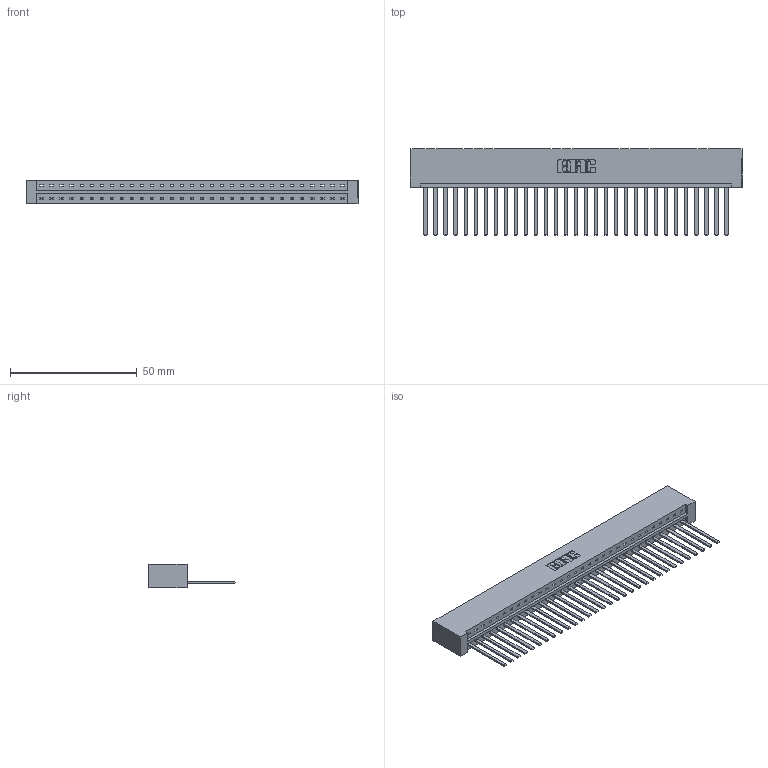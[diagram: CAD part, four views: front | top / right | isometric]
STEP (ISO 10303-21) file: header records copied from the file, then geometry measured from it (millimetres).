
FILE_DESCRIPTION (( 'STEP AP203' ), '1' );
FILE_NAME ('333-031-544-101.STEP', '2018-08-02T19:27:41', ( '' ), ( '' ), 'SwSTEP 2.0', 'SolidWorks 2016', '' );
FILE_SCHEMA (( 'CONFIG_CONTROL_DESIGN' ));
Length unit declared in the file: inch
Products named in the file (3): 333 Part_Lugless; 345-292-001_345-293-144; 333-031-544-101
Assembly tree (32 placements, depth 2):
  333-031-544-101
    333 Part_Lugless
    345-292-001_345-293-144  x31
Bounding box: 131.09 x 34.3 x 9.4 mm (x, y, z)
Volume: 14068.5 mm3; surface area: 16273.8 mm2
Topology: 32 solids, 32 shells, 1718 faces, 5185 edges, 3414 vertices
Faces by surface type: plane 1244, cylinder 474
Entity records: 19913 total; most frequent: CARTESIAN_POINT 3443, ORIENTED_EDGE 3410, DIRECTION 2915, EDGE_CURVE 1705, VECTOR 1589, LINE 1589, VERTEX_POINT 1134, AXIS2_PLACEMENT_3D 663
